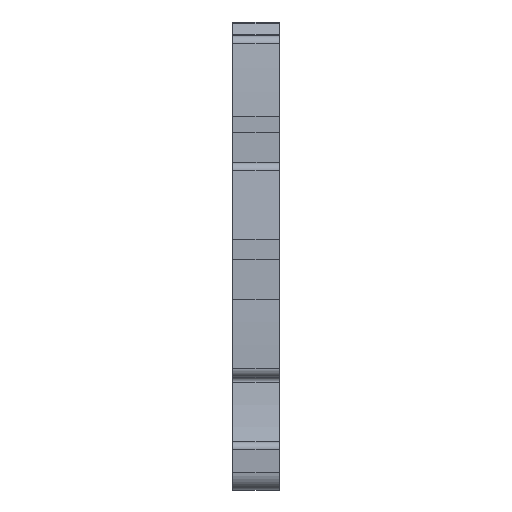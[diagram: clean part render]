
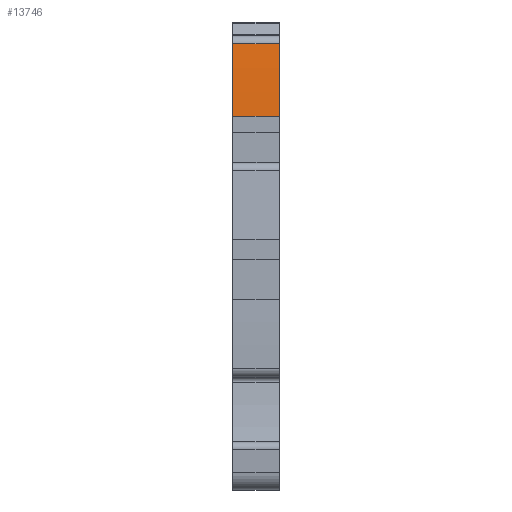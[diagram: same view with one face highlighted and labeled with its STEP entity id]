
A CAD part, front view. The second image highlights one B-rep face of the part: STEP entity #13746.
In plain terms, the highlighted cylindrical face has radius 149.2 mm (diameter 298.4 mm), a partial arc.
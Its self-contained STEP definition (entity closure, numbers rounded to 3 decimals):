
#13719=AXIS2_PLACEMENT_3D('Cylinder Axis2P3D',#13716,#13717,#13718) ;
#13723=AXIS2_PLACEMENT_3D('Circle Axis2P3D',#13721,#13722,$) ;
#13730=AXIS2_PLACEMENT_3D('Circle Axis2P3D',#13728,#13729,$) ;
#13694=CARTESIAN_POINT('Vertex',(0.,24.002,49.272)) ;
#13697=CARTESIAN_POINT('Line Origine',(2.55,24.002,49.272)) ;
#13701=CARTESIAN_POINT('Vertex',(5.1,24.002,49.272)) ;
#13716=CARTESIAN_POINT('Axis2P3D Location',(2.55,172.085,31.05)) ;
#13721=CARTESIAN_POINT('Axis2P3D Location',(5.1,172.085,31.05)) ;
#13725=CARTESIAN_POINT('Vertex',(5.1,23.235,41.264)) ;
#13728=CARTESIAN_POINT('Axis2P3D Location',(0.,172.085,31.05)) ;
#13732=CARTESIAN_POINT('Vertex',(0.,23.235,41.264)) ;
#13735=CARTESIAN_POINT('Line Origine',(2.55,23.235,41.264)) ;
#13698=DIRECTION('Vector Direction',(1.,0.,0.)) ;
#13717=DIRECTION('Axis2P3D Direction',(1.,0.,0.)) ;
#13718=DIRECTION('Axis2P3D XDirection',(0.,-0.993,0.122)) ;
#13722=DIRECTION('Axis2P3D Direction',(1.,0.,0.)) ;
#13729=DIRECTION('Axis2P3D Direction',(1.,0.,0.)) ;
#13736=DIRECTION('Vector Direction',(1.,0.,0.)) ;
#13699=VECTOR('Line Direction',#13698,1.) ;
#13737=VECTOR('Line Direction',#13736,1.) ;
#13741=ORIENTED_EDGE('',*,*,#13727,.F.) ;
#13742=ORIENTED_EDGE('',*,*,#13703,.F.) ;
#13743=ORIENTED_EDGE('',*,*,#13734,.T.) ;
#13744=ORIENTED_EDGE('',*,*,#13739,.T.) ;
#13746=ADVANCED_FACE('Hauptk\X2\00F6\X0\rper',(#13745),#13720,.T.) ;
#13724=CIRCLE('generated circle',#13723,149.2) ;
#13731=CIRCLE('generated circle',#13730,149.2) ;
#13720=CYLINDRICAL_SURFACE('generated cylinder',#13719,149.2) ;
#13703=EDGE_CURVE('',#13695,#13702,#13700,.T.) ;
#13727=EDGE_CURVE('',#13702,#13726,#13724,.T.) ;
#13734=EDGE_CURVE('',#13695,#13733,#13731,.T.) ;
#13739=EDGE_CURVE('',#13733,#13726,#13738,.T.) ;
#13740=EDGE_LOOP('',(#13741,#13742,#13743,#13744)) ;
#13745=FACE_OUTER_BOUND('',#13740,.T.) ;
#13700=LINE('Line',#13697,#13699) ;
#13738=LINE('Line',#13735,#13737) ;
#13695=VERTEX_POINT('',#13694) ;
#13702=VERTEX_POINT('',#13701) ;
#13726=VERTEX_POINT('',#13725) ;
#13733=VERTEX_POINT('',#13732) ;
